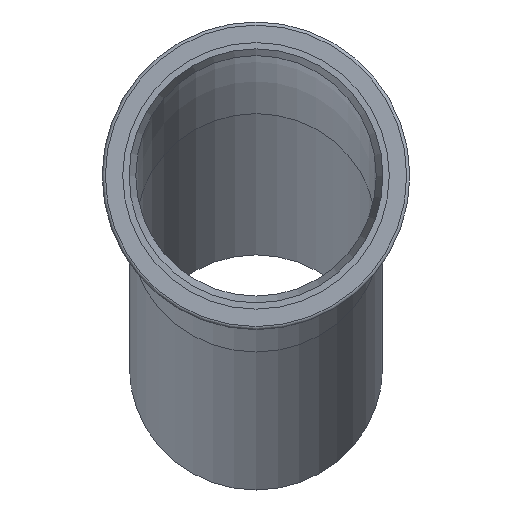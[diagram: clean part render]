
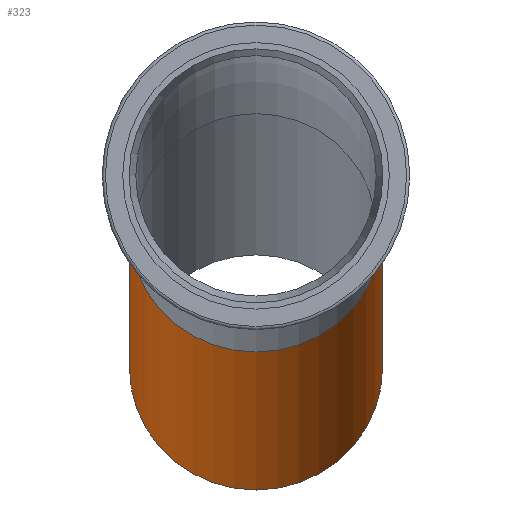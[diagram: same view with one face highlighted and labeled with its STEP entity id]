
A CAD part, left-side view. The second image highlights one B-rep face of the part: STEP entity #323.
In plain terms, the highlighted cylindrical face has radius 80 mm (diameter 160 mm), a full revolution.
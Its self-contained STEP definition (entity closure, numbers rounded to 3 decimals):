
#31=CYLINDRICAL_SURFACE('',#372,80.);
#42=FACE_OUTER_BOUND('',#65,.T.);
#65=EDGE_LOOP('',(#232,#233,#234,#235,#236,#237));
#94=LINE('',#562,#107);
#107=VECTOR('',#437,80.);
#119=CIRCLE('',#369,80.);
#121=CIRCLE('',#371,80.);
#122=CIRCLE('',#373,80.);
#123=CIRCLE('',#374,80.);
#152=VERTEX_POINT('',#553);
#153=VERTEX_POINT('',#554);
#155=VERTEX_POINT('',#561);
#156=VERTEX_POINT('',#563);
#181=EDGE_CURVE('',#152,#153,#119,.T.);
#184=EDGE_CURVE('',#153,#152,#121,.T.);
#185=EDGE_CURVE('',#152,#155,#94,.T.);
#186=EDGE_CURVE('',#155,#156,#122,.T.);
#187=EDGE_CURVE('',#156,#155,#123,.T.);
#232=ORIENTED_EDGE('',*,*,#181,.F.);
#233=ORIENTED_EDGE('',*,*,#185,.T.);
#234=ORIENTED_EDGE('',*,*,#186,.T.);
#235=ORIENTED_EDGE('',*,*,#187,.T.);
#236=ORIENTED_EDGE('',*,*,#185,.F.);
#237=ORIENTED_EDGE('',*,*,#184,.F.);
#323=ADVANCED_FACE('',(#42),#31,.T.);
#369=AXIS2_PLACEMENT_3D('',#555,#428,#429);
#371=AXIS2_PLACEMENT_3D('',#559,#433,#434);
#372=AXIS2_PLACEMENT_3D('',#560,#435,#436);
#373=AXIS2_PLACEMENT_3D('',#564,#438,#439);
#374=AXIS2_PLACEMENT_3D('',#565,#440,#441);
#428=DIRECTION('center_axis',(0.966,0.,-0.259));
#429=DIRECTION('ref_axis',(0.259,0.,0.966));
#433=DIRECTION('center_axis',(0.966,0.,-0.259));
#434=DIRECTION('ref_axis',(0.259,0.,0.966));
#435=DIRECTION('center_axis',(0.966,0.,-0.259));
#436=DIRECTION('ref_axis',(-0.259,0.,-0.966));
#437=DIRECTION('',(-0.966,0.,0.259));
#438=DIRECTION('center_axis',(0.966,0.,-0.259));
#439=DIRECTION('ref_axis',(-0.259,0.,-0.966));
#440=DIRECTION('center_axis',(0.966,0.,-0.259));
#441=DIRECTION('ref_axis',(-0.259,0.,-0.966));
#553=CARTESIAN_POINT('',(768.317,0.,-44.022));
#554=CARTESIAN_POINT('',(726.906,0.,-198.57));
#555=CARTESIAN_POINT('Origin',(747.611,0.,-121.296));
#559=CARTESIAN_POINT('Origin',(747.611,0.,-121.296));
#560=CARTESIAN_POINT('Origin',(422.094,0.,-34.074));
#561=CARTESIAN_POINT('',(442.8,0.,43.2));
#562=CARTESIAN_POINT('',(442.8,0.,43.2));
#563=CARTESIAN_POINT('',(401.389,0.,-111.348));
#564=CARTESIAN_POINT('Origin',(422.094,0.,-34.074));
#565=CARTESIAN_POINT('Origin',(422.094,0.,-34.074));
